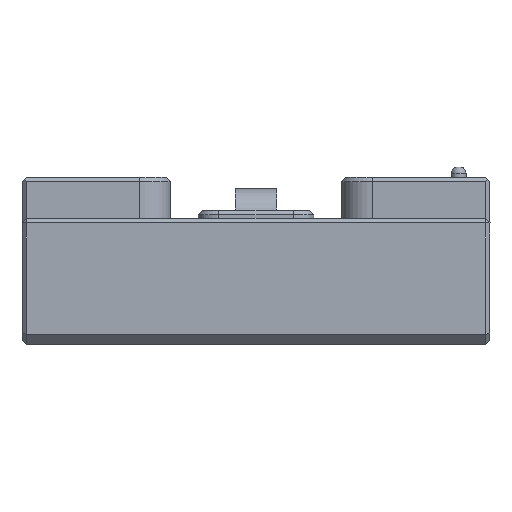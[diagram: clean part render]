
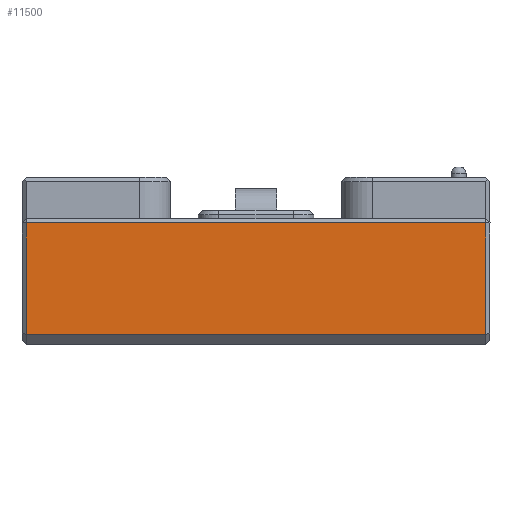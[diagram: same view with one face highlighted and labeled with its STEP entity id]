
A CAD part, front view. The second image highlights one B-rep face of the part: STEP entity #11500.
In plain terms, the highlighted face is planar.
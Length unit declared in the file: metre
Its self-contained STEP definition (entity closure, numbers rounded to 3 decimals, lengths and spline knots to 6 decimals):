
#2673=ORIENTED_EDGE('',*,*,#4838,.T.);
#2674=ORIENTED_EDGE('',*,*,#4369,.T.);
#2675=ORIENTED_EDGE('',*,*,#4833,.F.);
#2676=ORIENTED_EDGE('',*,*,#4695,.F.);
#4369=EDGE_CURVE('',#5688,#5684,#6718,.T.);
#4695=EDGE_CURVE('',#5900,#5787,#6973,.T.);
#4833=EDGE_CURVE('',#5787,#5684,#7073,.T.);
#4838=EDGE_CURVE('',#5900,#5688,#7078,.T.);
#5684=VERTEX_POINT('',#20855);
#5688=VERTEX_POINT('',#20867);
#5787=VERTEX_POINT('',#21168);
#5900=VERTEX_POINT('',#21517);
#6718=LINE('',#20866,#7904);
#6973=LINE('',#21558,#8159);
#7073=LINE('',#21834,#8259);
#7078=LINE('',#21843,#8264);
#7904=VECTOR('',#17417,1.);
#8159=VECTOR('',#18092,1.);
#8259=VECTOR('',#18402,1.);
#8264=VECTOR('',#18411,1.);
#9087=EDGE_LOOP('',(#2673,#2674,#2675,#2676));
#9806=FACE_BOUND('',#9087,.T.);
#10315=PLANE('',#15938);
#11500=ADVANCED_FACE('',(#9806),#10315,.F.);
#15938=AXIS2_PLACEMENT_3D('',#21842,#18409,#18410);
#17417=DIRECTION('',(-1.,0.,0.));
#18092=DIRECTION('',(-1.,0.,0.));
#18402=DIRECTION('',(0.,1.,0.));
#18409=DIRECTION('',(0.,0.,-1.));
#18410=DIRECTION('',(0.,1.,0.));
#18411=DIRECTION('',(0.,1.,0.));
#20855=CARTESIAN_POINT('',(-0.02223,0.0054,0.0242));
#20866=CARTESIAN_POINT('',(-0.02263,0.0054,0.0242));
#20867=CARTESIAN_POINT('',(0.02223,0.0054,0.0242));
#21168=CARTESIAN_POINT('',(-0.02223,-0.0054,0.0242));
#21517=CARTESIAN_POINT('',(0.02223,-0.0054,0.0242));
#21558=CARTESIAN_POINT('',(-0.010963,-0.0054,0.0242));
#21834=CARTESIAN_POINT('',(-0.02223,0.,0.0242));
#21842=CARTESIAN_POINT('',(-0.019996,-0.005317,0.0242));
#21843=CARTESIAN_POINT('',(0.02223,-0.005317,0.0242));
